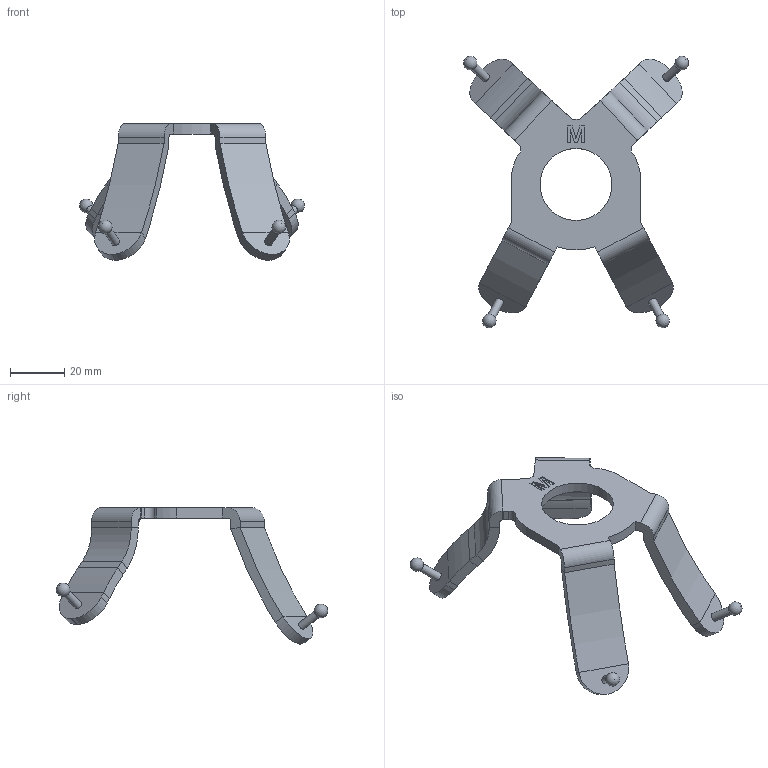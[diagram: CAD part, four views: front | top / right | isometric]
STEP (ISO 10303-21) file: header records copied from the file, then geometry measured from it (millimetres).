
FILE_DESCRIPTION(/* description */ (''),/* implementation_level */ '2;1');
FILE_NAME(/* name */ 'Mask-Harness-Duo-(M)-v2.step',/* time_stamp */ '2020-05-22T16:48:50-04:00',/* author */ (''),/* organization */ (''),/* preprocessor_version */ 'ST-DEVELOPER v18.1',/* originating_system */ 'Autodesk Translation Framework v9.3.0.1241',/* authorisation */ '');
FILE_SCHEMA (('AUTOMOTIVE_DESIGN { 1 0 10303 214 3 1 1 }'));
Length unit declared in the file: millimetre
Products named in the file (1): (Unsaved)
Bounding box: 82.83 x 99.84 x 50.3 mm (x, y, z)
Volume: 21587.3 mm3; surface area: 14109.2 mm2
Topology: 1 solids, 1 shells, 128 faces, 363 edges, 238 vertices
Faces by surface type: plane 77, cylinder 41, bspline 6, sphere 4
Full cylindrical faces by diameter (mm): 3 x4, 26.455 x1
Entity records: 4690 total; most frequent: CARTESIAN_POINT 1238, ORIENTED_EDGE 734, DIRECTION 700, EDGE_CURVE 367, VERTEX_POINT 246, LINE 236, VECTOR 236, AXIS2_PLACEMENT_3D 232
